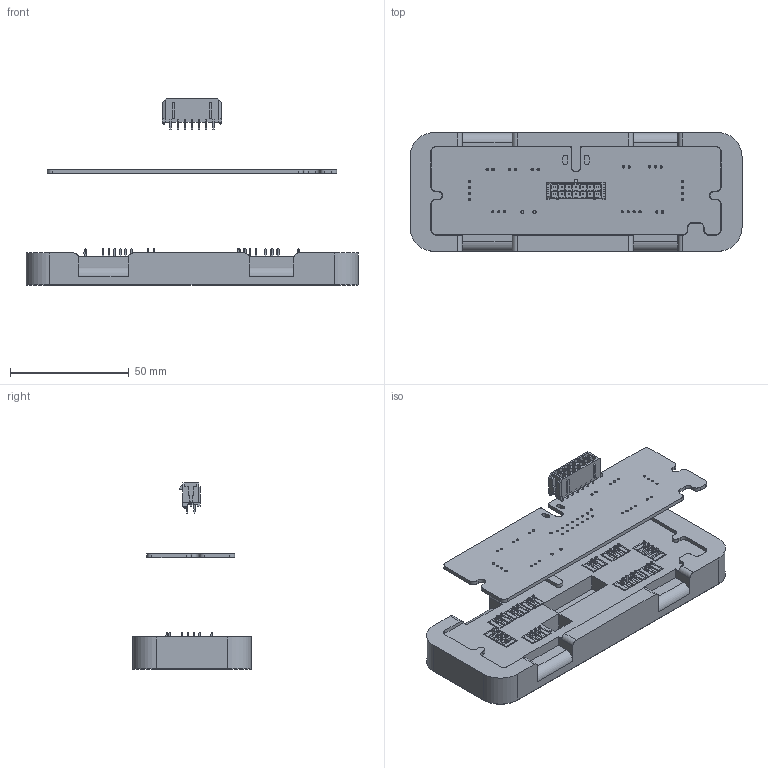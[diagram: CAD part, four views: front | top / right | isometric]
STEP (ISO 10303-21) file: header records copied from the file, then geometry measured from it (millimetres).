
FILE_DESCRIPTION(/* description */ (''),/* implementation_level */ '2;1');
FILE_NAME(/* name */ 'V0-UmbilicalBoardTool.step',/* time_stamp */ '2022-01-14T13:46:33+02:00',/* author */ (''),/* organization */ (''),/* preprocessor_version */ 'ST-DEVELOPER v18.1',/* originating_system */ 'Autodesk Translation Framework v10.10.0.1391',/* authorisation */ '');
FILE_SCHEMA (('AUTOMOTIVE_DESIGN { 1 0 10303 214 3 1 1 }'));
Length unit declared in the file: millimetre
Products named in the file (11): V0-UmbilicalBoardRevA; JST_XH_B3B-XH-A_1x03_P2.50mm_Vertical; SOLID; JST_XH_B4B-XH-A_1x04_P2.50mm_Vertical; SOLID (2); Molex_Micro-Fit_3.0_43045-1412_2x07_P3.00mm_Vertical; SOLID (4); JST_XH_B2B-XH-A_1x02_P2.50mm_Vertical; SOLID (5); COMPOUND; Vanna
Assembly tree (17 placements, depth 3):
  V0-UmbilicalBoardRevA
    JST_XH_B3B-XH-A_1x03_P2.50mm_Vertical  x2
      SOLID
    JST_XH_B4B-XH-A_1x04_P2.50mm_Vertical  x3
      SOLID (2)
    Molex_Micro-Fit_3.0_43045-1412_2x07_P3.00mm_Vertical
      SOLID (4)
    JST_XH_B2B-XH-A_1x02_P2.50mm_Vertical  x5
      SOLID (5)
    COMPOUND
    Vanna
Bounding box: 140 x 50 x 78.61 mm (x, y, z)
Volume: 85674.2 mm3; surface area: 39130.4 mm2
Topology: 13 solids, 13 shells, 1934 faces, 5200 edges, 3394 vertices
Faces by surface type: plane 1714, cylinder 214, torus 4, cone 2
Full cylindrical faces by diameter (mm): 0.86 x2, 0.95 x18, 1 x26, 1.3 x2
Entity records: 37289 total; most frequent: CARTESIAN_POINT 6506, ORIENTED_EDGE 6402, DIRECTION 5965, EDGE_CURVE 3201, LINE 2851, VECTOR 2851, VERTEX_POINT 2098, AXIS2_PLACEMENT_3D 1557
